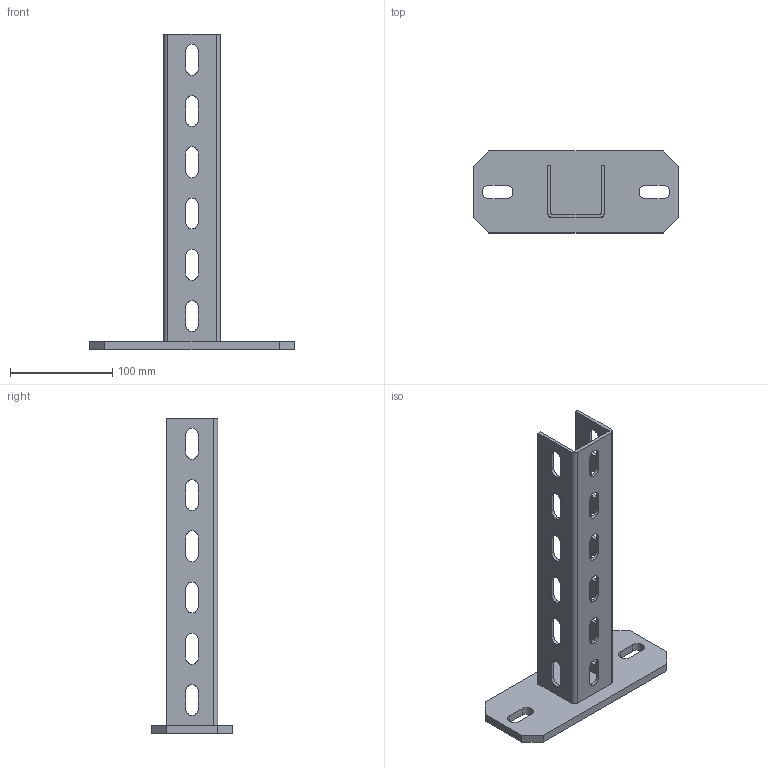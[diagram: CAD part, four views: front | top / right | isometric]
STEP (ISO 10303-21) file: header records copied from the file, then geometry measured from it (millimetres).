
FILE_DESCRIPTION((''),'2;1');
FILE_NAME('WPCT300N_ASM','2020-05-05T12:14:36',('tomasz.grudniewski'),(''),'CREO PARAMETRIC BY PTC INC, 2018400','CREO PARAMETRIC BY PTC INC, 2018400','');
FILE_SCHEMA(('CONFIG_CONTROL_DESIGN'));
Length unit declared in the file: millimetre
Products named in the file (3): PODSTAWA_WPCT_PRT; WPCT300_PRT; WPCT300N_ASM
Assembly tree (2 placements, depth 2):
  WPCT300N_ASM
    PODSTAWA_WPCT_PRT
    WPCT300_PRT
Bounding box: 200 x 80 x 308 mm (x, y, z)
Volume: 233137.6 mm3; surface area: 118007.1 mm2
Topology: 2 solids, 2 shells, 104 faces, 300 edges, 200 vertices
Faces by surface type: plane 60, cylinder 44
Entity records: 3600 total; most frequent: CARTESIAN_POINT 609, DIRECTION 606, ORIENTED_EDGE 600, EDGE_CURVE 300, VECTOR 212, LINE 212, VERTEX_POINT 200, AXIS2_PLACEMENT_3D 197
